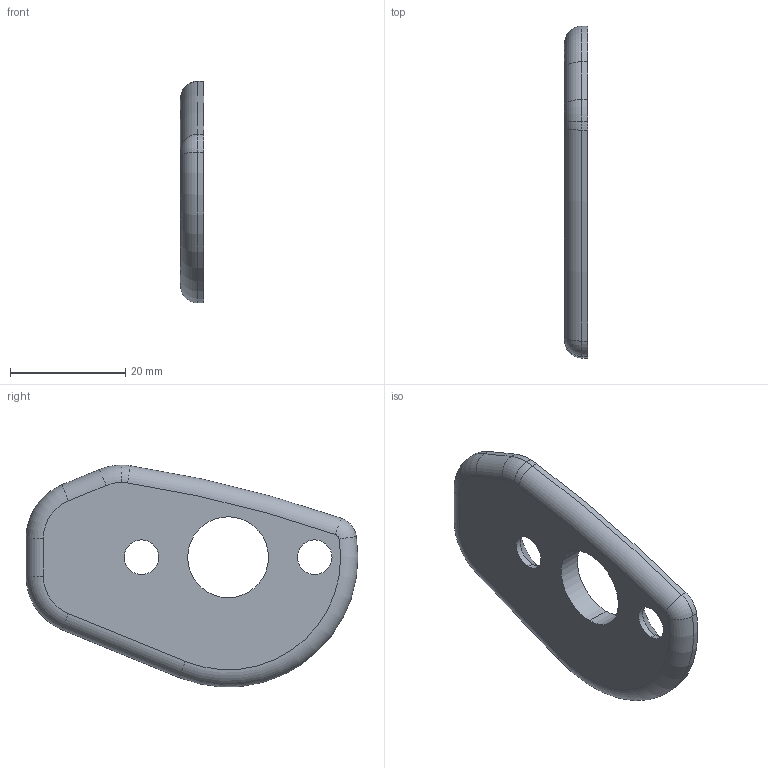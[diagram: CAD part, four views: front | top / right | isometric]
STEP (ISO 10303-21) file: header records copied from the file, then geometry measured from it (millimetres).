
FILE_DESCRIPTION (( 'STEP AP214' ), '1' );
FILE_NAME ('anti d roulette tab .STEP', '2018-12-17T18:37:19', ( '' ), ( '' ), 'SwSTEP 2.0', 'SolidWorks 2017', '' );
FILE_SCHEMA (( 'AUTOMOTIVE_DESIGN' ));
Length unit declared in the file: millimetre
Products named in the file (1): anti d roulette tab 
Bounding box: 4 x 57.5 x 38.41 mm (x, y, z)
Volume: 5326.6 mm3; surface area: 3619.7 mm2
Topology: 1 solids, 1 shells, 32 faces, 76 edges, 46 vertices
Faces by surface type: cylinder 16, torus 7, plane 5, cone 4
Entity records: 981 total; most frequent: DIRECTION 189, CARTESIAN_POINT 155, ORIENTED_EDGE 152, AXIS2_PLACEMENT_3D 80, EDGE_CURVE 76, CIRCLE 47, VERTEX_POINT 46, EDGE_LOOP 38
